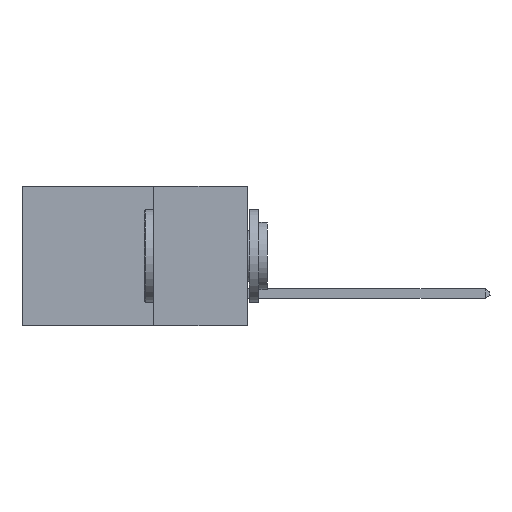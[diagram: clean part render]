
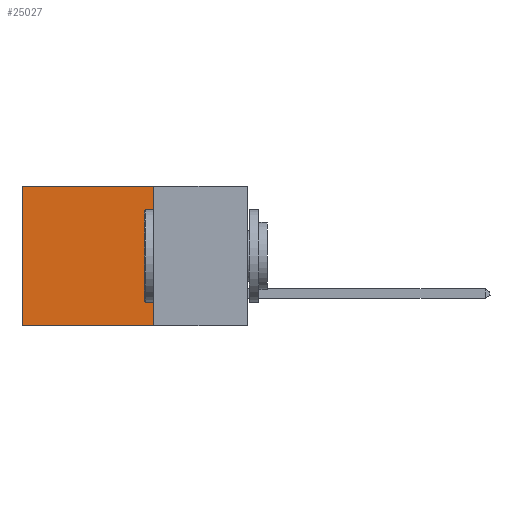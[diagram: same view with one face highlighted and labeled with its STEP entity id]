
A CAD part, left-side view. The second image highlights one B-rep face of the part: STEP entity #25027.
In plain terms, the highlighted planar face has unit normal (-1, 0, 0).
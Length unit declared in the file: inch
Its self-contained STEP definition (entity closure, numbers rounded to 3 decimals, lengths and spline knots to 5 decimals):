
#329 = CARTESIAN_POINT ( 'NONE',  ( 0.298, 0.6, 0. ) ) ;
#495 = LINE ( 'NONE', #2098, #4747 ) ;
#855 = VECTOR ( 'NONE', #7714, 39.37008 ) ;
#2098 = CARTESIAN_POINT ( 'NONE',  ( 0.298, 0.25, 0. ) ) ;
#2275 = LINE ( 'NONE', #4868, #25095 ) ;
#2323 = PLANE ( 'NONE',  #17478 ) ;
#2354 = EDGE_CURVE ( 'NONE', #3749, #7186, #2275, .T. ) ;
#2485 = DIRECTION ( 'NONE',  ( 1., 0., 0. ) ) ;
#2762 = VERTEX_POINT ( 'NONE', #16406 ) ;
#3749 = VERTEX_POINT ( 'NONE', #19098 ) ;
#4747 = VECTOR ( 'NONE', #21651, 39.37008 ) ;
#4868 = CARTESIAN_POINT ( 'NONE',  ( 0.298, 0.25, 0. ) ) ;
#7186 = VERTEX_POINT ( 'NONE', #8711 ) ;
#7204 = CARTESIAN_POINT ( 'NONE',  ( 0.298, 0.6, -0.37 ) ) ;
#7573 = CARTESIAN_POINT ( 'NONE',  ( 0.298, 0.25, -0.37 ) ) ;
#7714 = DIRECTION ( 'NONE',  ( 0., 0., -1. ) ) ;
#8711 = CARTESIAN_POINT ( 'NONE',  ( 0.298, 0.25, -0.37 ) ) ;
#9160 = FACE_OUTER_BOUND ( 'NONE', #17229, .T. ) ;
#9324 = EDGE_CURVE ( 'NONE', #7186, #22996, #24279, .T. ) ;
#12870 = EDGE_CURVE ( 'NONE', #3749, #2762, #495, .T. ) ;
#13213 = ORIENTED_EDGE ( 'NONE', *, *, #19282, .T. ) ;
#13233 = DIRECTION ( 'NONE',  ( 0., 1., 0. ) ) ;
#13336 = ORIENTED_EDGE ( 'NONE', *, *, #2354, .F. ) ;
#14114 = CARTESIAN_POINT ( 'NONE',  ( 0.298, 0.25, 0. ) ) ;
#14819 = LINE ( 'NONE', #329, #855 ) ;
#15752 = ORIENTED_EDGE ( 'NONE', *, *, #9324, .F. ) ;
#15922 = DIRECTION ( 'NONE',  ( 0., 0., -1. ) ) ;
#16084 = ORIENTED_EDGE ( 'NONE', *, *, #12870, .T. ) ;
#16403 = VECTOR ( 'NONE', #13233, 39.37008 ) ;
#16406 = CARTESIAN_POINT ( 'NONE',  ( 0.298, 0.6, 0. ) ) ;
#17229 = EDGE_LOOP ( 'NONE', ( #13213, #15752, #13336, #16084 ) ) ;
#17478 = AXIS2_PLACEMENT_3D ( 'NONE', #14114, #2485, #15922 ) ;
#18457 = DIRECTION ( 'NONE',  ( 0., 0., -1. ) ) ;
#19098 = CARTESIAN_POINT ( 'NONE',  ( 0.298, 0.25, 0. ) ) ;
#19282 = EDGE_CURVE ( 'NONE', #2762, #22996, #14819, .T. ) ;
#21651 = DIRECTION ( 'NONE',  ( 0., 1., 0. ) ) ;
#22996 = VERTEX_POINT ( 'NONE', #7204 ) ;
#24279 = LINE ( 'NONE', #7573, #16403 ) ;
#25027 = ADVANCED_FACE ( 'NONE', ( #9160 ), #2323, .F. ) ;
#25095 = VECTOR ( 'NONE', #18457, 39.37008 ) ;
